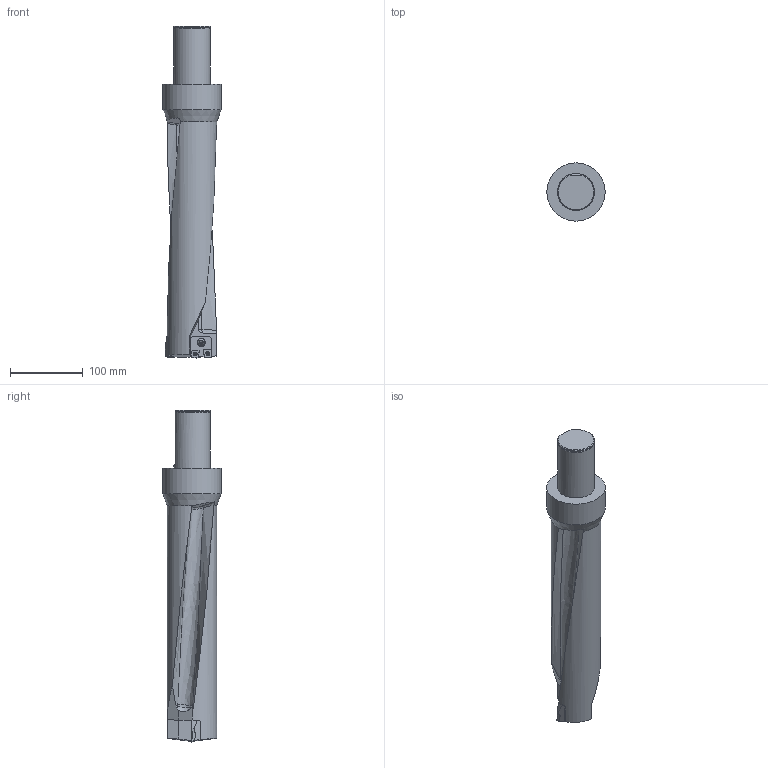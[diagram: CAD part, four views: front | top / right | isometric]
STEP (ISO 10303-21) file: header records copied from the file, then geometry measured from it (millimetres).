
FILE_DESCRIPTION(/* description */ (''),/* implementation_level */ '2;1');
FILE_NAME(/* name */ '1694086609134.stp',/* time_stamp */ '2023-09-07T13:36:57+02:00',/* author */ (''),/* organization */ ('SMS'),/* preprocessor_version */ 'ST-DEVELOPER v16.7',/* originating_system */ 'SIEMENS PLM Software NX 12.0',/* authorisation */ '');
FILE_SCHEMA (('AUTOMOTIVE_DESIGN { 1 0 10303 214 3 1 1 1 }'));
Length unit declared in the file: millimetre
Products named in the file (6): 203058117mod000_00; 203057616mod000_00; 203058037mod000_00; ASSEMBLY_CONSTRUCTION; 204582273mod000_00; 204868539mod000_00
Assembly tree (6 placements, depth 2):
  204868539mod000_00
    204582273mod000_00
    ASSEMBLY_CONSTRUCTION
    203058037mod000_00
    203057616mod000_00  x2
    203058117mod000_00
Bounding box: 80 x 80 x 455.99 mm (x, y, z)
Volume: 1109824.4 mm3; surface area: 117137.2 mm2
Topology: 5 solids, 7 shells, 447 faces, 1128 edges, 714 vertices
Faces by surface type: plane 216, cylinder 65, extrusion 63, cone 54, bspline 32, torus 15, sphere 2
Full cylindrical faces by diameter (mm): 3 x4, 4 x4, 4.8 x4, 11 x2, 50.792 x1, 80 x1
Entity records: 22728 total; most frequent: CARTESIAN_POINT 12542, ORIENTED_EDGE 2052, DIRECTION 2012, EDGE_CURVE 1026, AXIS2_PLACEMENT_3D 743, VERTEX_POINT 663, VECTOR 526, EDGE_LOOP 493
